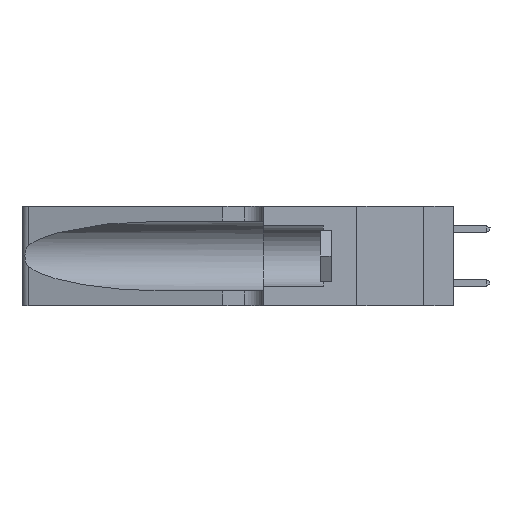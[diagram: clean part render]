
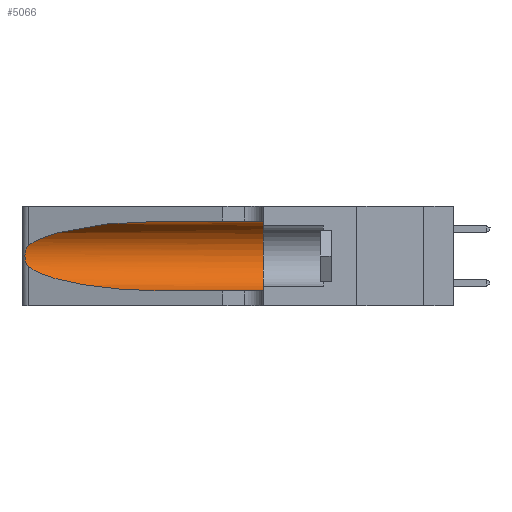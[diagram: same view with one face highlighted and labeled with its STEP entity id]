
A CAD part, left-side view. The second image highlights one B-rep face of the part: STEP entity #5066.
In plain terms, the highlighted cylindrical face has radius 3.308 mm (diameter 6.617 mm), a partial arc.
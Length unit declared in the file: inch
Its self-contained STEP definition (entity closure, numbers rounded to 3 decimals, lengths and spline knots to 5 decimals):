
#409 = CARTESIAN_POINT ( 'NONE',  ( 0.25856, 1.23593, 0.16098 ) ) ;
#786 = CARTESIAN_POINT ( 'NONE',  ( 0.25787, 1.23484, 0.2124 ) ) ;
#1290 = CARTESIAN_POINT ( 'NONE',  ( 0.18966, 0.96281, 0.31525 ) ) ;
#1644 = AXIS2_PLACEMENT_3D ( 'NONE', #13255, #15109, #9362 ) ;
#1992 = ORIENTED_EDGE ( 'NONE', *, *, #10822, .T. ) ;
#2371 = CARTESIAN_POINT ( 'NONE',  ( 0.25487, 1.22718, 0.14631 ) ) ;
#2443 = CARTESIAN_POINT ( 'NONE',  ( 0.26017, 1.23833, 0.17102 ) ) ;
#2482 = EDGE_CURVE ( 'NONE', #14303, #11776, #20205, .T. ) ;
#2483 = CARTESIAN_POINT ( 'NONE',  ( 0.1305, 1.61858, 0.05475 ) ) ;
#2565 = CARTESIAN_POINT ( 'NONE',  ( 0.1305, 0.72297, 0.05475 ) ) ;
#2788 = CARTESIAN_POINT ( 'NONE',  ( 0.25854, 1.2359, 0.20912 ) ) ;
#3305 = CARTESIAN_POINT ( 'NONE',  ( 0.1305, 1.61858, 0.31525 ) ) ;
#4299 = CARTESIAN_POINT ( 'NONE',  ( 0.25487, 1.22718, 0.22369 ) ) ;
#4450 = CARTESIAN_POINT ( 'NONE',  ( 0.26075, 1.23896, 0.178 ) ) ;
#4744 = CARTESIAN_POINT ( 'NONE',  ( 0.18966, 0.96281, 0.05475 ) ) ;
#4805 = CARTESIAN_POINT ( 'NONE',  ( 0.26075, 1.23896, 0.19203 ) ) ;
#4836 = VERTEX_POINT ( 'NONE', #4299 ) ;
#4988 = EDGE_CURVE ( 'NONE', #4836, #19554, #25263, .T. ) ;
#5048 = DIRECTION ( 'NONE',  ( 0., -1., 0. ) ) ;
#5066 = ADVANCED_FACE ( 'NONE', ( #19082 ), #11793, .F. ) ;
#5147 = CARTESIAN_POINT ( 'NONE',  ( 0.1305, 0.72297, 0.05475 ) ) ;
#6492 = CARTESIAN_POINT ( 'NONE',  ( 0.25555, 1.22993, 0.14849 ) ) ;
#7755 = ORIENTED_EDGE ( 'NONE', *, *, #15756, .F. ) ;
#8473 = CARTESIAN_POINT ( 'NONE',  ( 0.25487, 1.22718, 0.14631 ) ) ;
#8543 = CARTESIAN_POINT ( 'NONE',  ( 0.25487, 1.22718, 0.14631 ) ) ;
#8701 =( BOUNDED_CURVE ( )  B_SPLINE_CURVE ( 3, ( #19174, #1290, #21380, #11195 ),
 .UNSPECIFIED., .F., .T. ) 
 B_SPLINE_CURVE_WITH_KNOTS ( ( 4, 4 ),
 ( 1.5708, 2.84003 ),
 .UNSPECIFIED. ) 
 CURVE ( )  GEOMETRIC_REPRESENTATION_ITEM ( )  RATIONAL_B_SPLINE_CURVE ( ( 1., 0.87, 0.87, 1. ) ) 
 REPRESENTATION_ITEM ( '' )  );
#8715 = CARTESIAN_POINT ( 'NONE',  ( 0.25487, 1.22718, 0.22369 ) ) ;
#9362 = DIRECTION ( 'NONE',  ( 0., 0., -1. ) ) ;
#9428 = VECTOR ( 'NONE', #19861, 39.37008 ) ;
#9944 = EDGE_CURVE ( 'NONE', #12944, #11744, #17177, .T. ) ;
#9949 = EDGE_CURVE ( 'NONE', #12944, #4836, #8701, .T. ) ;
#10659 = DIRECTION ( 'NONE',  ( 0., 0., 1. ) ) ;
#10822 = EDGE_CURVE ( 'NONE', #19554, #14303, #14557, .T. ) ;
#11195 = CARTESIAN_POINT ( 'NONE',  ( 0.25487, 1.22718, 0.22369 ) ) ;
#11744 = VERTEX_POINT ( 'NONE', #15871 ) ;
#11776 = VERTEX_POINT ( 'NONE', #19955 ) ;
#11793 = CYLINDRICAL_SURFACE ( 'NONE', #1644, 0.13025 ) ;
#12783 = CARTESIAN_POINT ( 'NONE',  ( 0.1305, 0.35, 0.185 ) ) ;
#12884 = CARTESIAN_POINT ( 'NONE',  ( 0.25555, 1.22994, 0.2215 ) ) ;
#12944 = VERTEX_POINT ( 'NONE', #15354 ) ;
#13255 = CARTESIAN_POINT ( 'NONE',  ( 0.1305, 1.61858, 0.185 ) ) ;
#14303 = VERTEX_POINT ( 'NONE', #5147 ) ;
#14557 =( BOUNDED_CURVE ( )  B_SPLINE_CURVE ( 3, ( #2371, #14767, #4744, #2565 ),
 .UNSPECIFIED., .F., .F. ) 
 B_SPLINE_CURVE_WITH_KNOTS ( ( 4, 4 ),
 ( 3.44316, 4.71239 ),
 .UNSPECIFIED. ) 
 CURVE ( )  GEOMETRIC_REPRESENTATION_ITEM ( )  RATIONAL_B_SPLINE_CURVE ( ( 1., 0.87, 0.87, 1. ) ) 
 REPRESENTATION_ITEM ( '' )  );
#14767 = CARTESIAN_POINT ( 'NONE',  ( 0.2373, 1.15595, 0.08982 ) ) ;
#15109 = DIRECTION ( 'NONE',  ( 0., -1., 0. ) ) ;
#15354 = CARTESIAN_POINT ( 'NONE',  ( 0.1305, 0.72297, 0.31525 ) ) ;
#15756 = EDGE_CURVE ( 'NONE', #11744, #11776, #22122, .T. ) ;
#15871 = CARTESIAN_POINT ( 'NONE',  ( 0.1305, 0.35, 0.31525 ) ) ;
#16572 = CARTESIAN_POINT ( 'NONE',  ( 0.25789, 1.23486, 0.15765 ) ) ;
#16936 = CARTESIAN_POINT ( 'NONE',  ( 0.26018, 1.23835, 0.19895 ) ) ;
#17177 = LINE ( 'NONE', #3305, #21325 ) ;
#17480 = ORIENTED_EDGE ( 'NONE', *, *, #9949, .T. ) ;
#18650 = CARTESIAN_POINT ( 'NONE',  ( 0.25639, 1.23186, 0.15144 ) ) ;
#18834 = DIRECTION ( 'NONE',  ( 0., 1., 0. ) ) ;
#19082 = FACE_OUTER_BOUND ( 'NONE', #20035, .T. ) ;
#19091 = ORIENTED_EDGE ( 'NONE', *, *, #2482, .T. ) ;
#19174 = CARTESIAN_POINT ( 'NONE',  ( 0.1305, 0.72297, 0.31525 ) ) ;
#19554 = VERTEX_POINT ( 'NONE', #8473 ) ;
#19861 = DIRECTION ( 'NONE',  ( 0., -1., 0. ) ) ;
#19955 = CARTESIAN_POINT ( 'NONE',  ( 0.1305, 0.35, 0.05475 ) ) ;
#20035 = EDGE_LOOP ( 'NONE', ( #17480, #22896, #1992, #19091, #7755, #21136 ) ) ;
#20205 = LINE ( 'NONE', #2483, #9428 ) ;
#21136 = ORIENTED_EDGE ( 'NONE', *, *, #9944, .F. ) ;
#21325 = VECTOR ( 'NONE', #5048, 39.37008 ) ;
#21380 = CARTESIAN_POINT ( 'NONE',  ( 0.2373, 1.15595, 0.28018 ) ) ;
#22122 = CIRCLE ( 'NONE', #25516, 0.13025 ) ;
#22870 = CARTESIAN_POINT ( 'NONE',  ( 0.25639, 1.23184, 0.21858 ) ) ;
#22896 = ORIENTED_EDGE ( 'NONE', *, *, #4988, .T. ) ;
#25263 = B_SPLINE_CURVE_WITH_KNOTS ( 'NONE', 3,
 ( #8715, #12884, #22870, #786, #2788, #16936, #4805, #4450, #2443, #409, #16572, #18650, #6492, #8543 ),
 .UNSPECIFIED., .F., .F.,
 ( 4, 2, 2, 2, 2, 2, 4 ),
 ( 0., 0.00027, 0.00053, 0.00107, 0.0016, 0.00187, 0.00214 ),
 .UNSPECIFIED. ) ;
#25516 = AXIS2_PLACEMENT_3D ( 'NONE', #12783, #18834, #10659 ) ;
